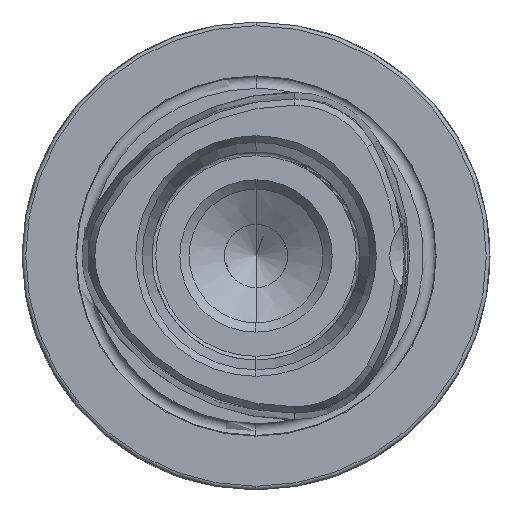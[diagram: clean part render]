
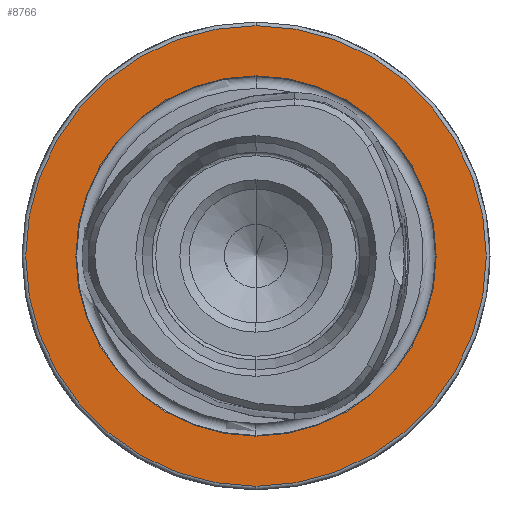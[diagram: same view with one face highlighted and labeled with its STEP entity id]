
A CAD part, left-side view. The second image highlights one B-rep face of the part: STEP entity #8766.
In plain terms, the highlighted planar face has unit normal (-1, 0, 0).
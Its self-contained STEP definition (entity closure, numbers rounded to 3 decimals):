
#733 = CIRCLE ( 'NONE', #8675, 24.25 ) ;
#797 = FACE_OUTER_BOUND ( 'NONE', #1762, .T. ) ;
#822 = CIRCLE ( 'NONE', #6046, 24.25 ) ;
#860 = CIRCLE ( 'NONE', #7372, 31. ) ;
#875 = FACE_BOUND ( 'NONE', #2057, .T. ) ;
#994 = EDGE_CURVE ( 'NONE', #9238, #9324, #4782, .T. ) ;
#1319 = EDGE_CURVE ( 'NONE', #7745, #9230, #822, .T. ) ;
#1448 = CARTESIAN_POINT ( 'NONE',  ( 0., 0., 24.25 ) ) ;
#1762 = EDGE_LOOP ( 'NONE', ( #2003, #2043 ) ) ;
#1999 = ORIENTED_EDGE ( 'NONE', *, *, #8204, .F. ) ;
#2003 = ORIENTED_EDGE ( 'NONE', *, *, #8341, .T. ) ;
#2043 = ORIENTED_EDGE ( 'NONE', *, *, #994, .T. ) ;
#2057 = EDGE_LOOP ( 'NONE', ( #2125, #1999 ) ) ;
#2125 = ORIENTED_EDGE ( 'NONE', *, *, #1319, .F. ) ;
#3887 = DIRECTION ( 'NONE',  ( 0., 0., 1. ) ) ;
#3936 = CARTESIAN_POINT ( 'NONE',  ( 0., 0., 0. ) ) ;
#4004 = DIRECTION ( 'NONE',  ( -1., 0., 0. ) ) ;
#4782 = CIRCLE ( 'NONE', #6208, 31. ) ;
#5064 = CARTESIAN_POINT ( 'NONE',  ( 0., 0., 0. ) ) ;
#5065 = DIRECTION ( 'NONE',  ( -1., 0., 0. ) ) ;
#5066 = DIRECTION ( 'NONE',  ( 0., 0., 1. ) ) ;
#5222 = CARTESIAN_POINT ( 'NONE',  ( 0., 24.25, 0. ) ) ;
#5225 = PLANE ( 'NONE',  #7358 ) ;
#5227 = DIRECTION ( 'NONE',  ( 1., 0., 0. ) ) ;
#5228 = DIRECTION ( 'NONE',  ( 0., 0., -1. ) ) ;
#5619 = DIRECTION ( 'NONE',  ( 0., 0., 1. ) ) ;
#5630 = DIRECTION ( 'NONE',  ( -1., 0., 0. ) ) ;
#5639 = CARTESIAN_POINT ( 'NONE',  ( 0., 0., 0. ) ) ;
#6046 = AXIS2_PLACEMENT_3D ( 'NONE', #3936, #4004, #3887 ) ;
#6175 = CARTESIAN_POINT ( 'NONE',  ( 0., 0., -24.25 ) ) ;
#6188 = CARTESIAN_POINT ( 'NONE',  ( 0., 0., -31. ) ) ;
#6208 = AXIS2_PLACEMENT_3D ( 'NONE', #5639, #5630, #5619 ) ;
#6333 = CARTESIAN_POINT ( 'NONE',  ( 0., 0., 31. ) ) ;
#7358 = AXIS2_PLACEMENT_3D ( 'NONE', #5222, #5227, #5228 ) ;
#7372 = AXIS2_PLACEMENT_3D ( 'NONE', #5064, #5065, #5066 ) ;
#7745 = VERTEX_POINT ( 'NONE', #1448 ) ;
#8204 = EDGE_CURVE ( 'NONE', #9230, #7745, #733, .T. ) ;
#8341 = EDGE_CURVE ( 'NONE', #9324, #9238, #860, .T. ) ;
#8424 = DIRECTION ( 'NONE',  ( -1., 0., 0. ) ) ;
#8433 = CARTESIAN_POINT ( 'NONE',  ( 0., 0., 0. ) ) ;
#8440 = DIRECTION ( 'NONE',  ( 0., 0., 1. ) ) ;
#8675 = AXIS2_PLACEMENT_3D ( 'NONE', #8433, #8424, #8440 ) ;
#8766 = ADVANCED_FACE ( 'NONE', ( #875, #797 ), #5225, .F. ) ;
#9230 = VERTEX_POINT ( 'NONE', #6175 ) ;
#9238 = VERTEX_POINT ( 'NONE', #6188 ) ;
#9324 = VERTEX_POINT ( 'NONE', #6333 ) ;
